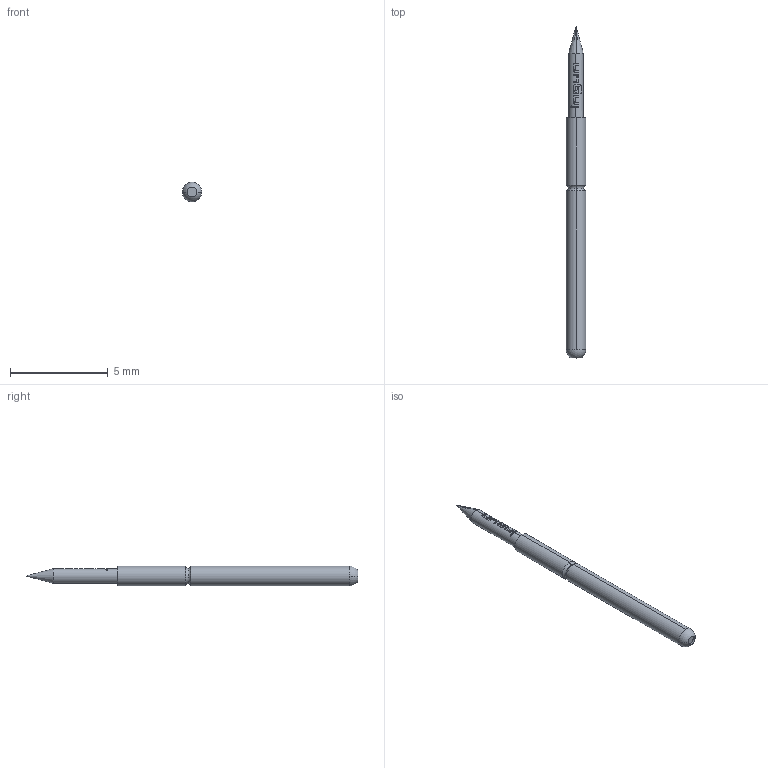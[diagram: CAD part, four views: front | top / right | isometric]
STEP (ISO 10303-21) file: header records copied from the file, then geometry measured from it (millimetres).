
FILE_DESCRIPTION (( 'STEP AP203' ), '1' );
FILE_NAME ('INGUN_GKS-001_201_075_A_xx00.STEP', '2021-09-07T20:46:00', ( 'ochi' ), ( '' ), 'SwSTEP 2.0', 'SolidWorks 2018', '' );
FILE_SCHEMA (( 'CONFIG_CONTROL_DESIGN' ));
Length unit declared in the file: millimetre
Products named in the file (1): INGUN_GKS-001_201_075_A_xx00
Bounding box: 1 x 17 x 1 mm (x, y, z)
Volume: 11.2 mm3; surface area: 49.1 mm2
Topology: 1 solids, 1 shells, 80 faces, 225 edges, 145 vertices
Faces by surface type: bspline 47, cylinder 18, plane 7, torus 4, cone 2, sphere 2
Entity records: 4051 total; most frequent: CARTESIAN_POINT 2393, ORIENTED_EDGE 442, EDGE_CURVE 221, B_SPLINE_CURVE_WITH_KNOTS 174, VERTEX_POINT 145, DIRECTION 143, EDGE_LOOP 82, ADVANCED_FACE 80
